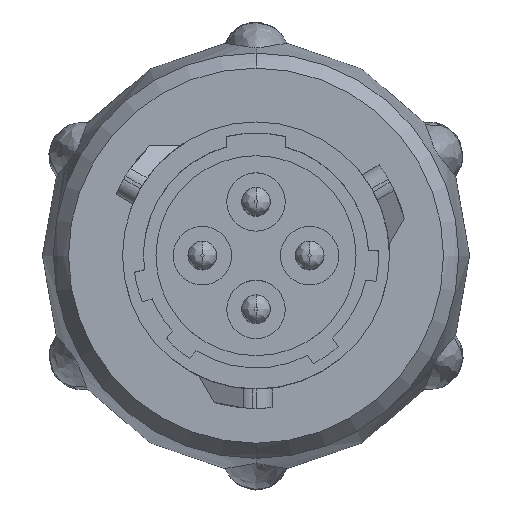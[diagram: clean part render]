
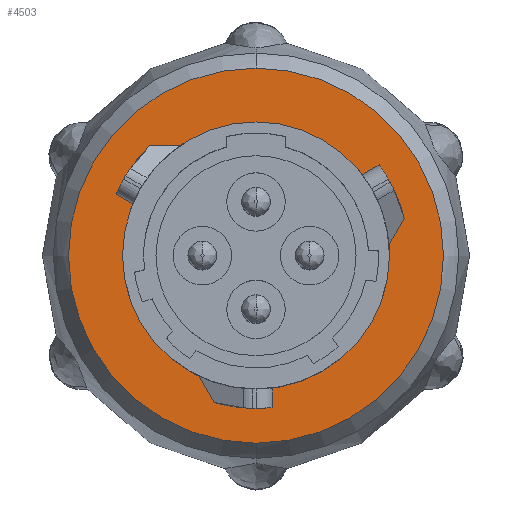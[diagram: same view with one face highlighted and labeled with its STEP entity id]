
A CAD part, top view. The second image highlights one B-rep face of the part: STEP entity #4503.
In plain terms, the highlighted planar face has unit normal (0, 0, 1).
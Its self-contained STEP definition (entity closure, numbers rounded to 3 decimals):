
#1356=CARTESIAN_POINT('',(0.,0.,19.9));
#1357=DIRECTION('',(0.,0.,1.));
#1358=DIRECTION('',(0.,1.,0.));
#1359=AXIS2_PLACEMENT_3D('',#1356,#1357,#1358);
#1361=CARTESIAN_POINT('',(0.,0.,19.9));
#1362=DIRECTION('',(0.,0.,-1.));
#1363=DIRECTION('',(0.,1.,0.));
#1364=AXIS2_PLACEMENT_3D('',#1361,#1362,#1363);
#1389=CARTESIAN_POINT('',(0.,0.,19.9));
#1390=DIRECTION('',(0.,0.,1.));
#1391=DIRECTION('',(0.,1.,0.));
#1392=AXIS2_PLACEMENT_3D('',#1389,#1390,#1391);
#1586=CARTESIAN_POINT('',(0.,0.,19.9));
#1587=DIRECTION('',(0.,0.,-1.));
#1588=DIRECTION('',(0.,1.,0.));
#1589=AXIS2_PLACEMENT_3D('',#1586,#1587,#1588);
#3413=CARTESIAN_POINT('',(0.,10.472,19.9));
#3415=VERTEX_POINT('',#3413);
#3425=CARTESIAN_POINT('',(0.,-10.472,19.9));
#3427=VERTEX_POINT('',#3425);
#3528=CARTESIAN_POINT('',(0.,7.455,19.9));
#3530=VERTEX_POINT('',#3528);
#3534=CARTESIAN_POINT('',(0.,-7.455,19.9));
#3535=VERTEX_POINT('',#3534);
#4488=CARTESIAN_POINT('',(0.,0.,19.9));
#4489=DIRECTION('',(0.,0.,-1.));
#4490=DIRECTION('',(0.,-1.,0.));
#4491=AXIS2_PLACEMENT_3D('',#4488,#4489,#4490);
#4492=PLANE('',#4491);
#4493=ORIENTED_EDGE('',*,*,#4481,.F.);
#4494=ORIENTED_EDGE('',*,*,#4446,.T.);
#4495=EDGE_LOOP('',(#4493,#4494));
#4496=FACE_OUTER_BOUND('',#4495,.F.);
#4498=ORIENTED_EDGE('',*,*,#4497,.T.);
#4500=ORIENTED_EDGE('',*,*,#4499,.F.);
#4501=EDGE_LOOP('',(#4498,#4500));
#4502=FACE_BOUND('',#4501,.F.);
#4503=ADVANCED_FACE('',(#4496,#4502),#4492,.F.);
#1360=CIRCLE('',#1359,10.472);
#1365=CIRCLE('',#1364,10.472);
#1393=CIRCLE('',#1392,7.455);
#1590=CIRCLE('',#1589,7.455);
#4446=EDGE_CURVE('',#3415,#3427,#1365,.T.);
#4481=EDGE_CURVE('',#3415,#3427,#1360,.T.);
#4497=EDGE_CURVE('',#3530,#3535,#1393,.T.);
#4499=EDGE_CURVE('',#3530,#3535,#1590,.T.);
